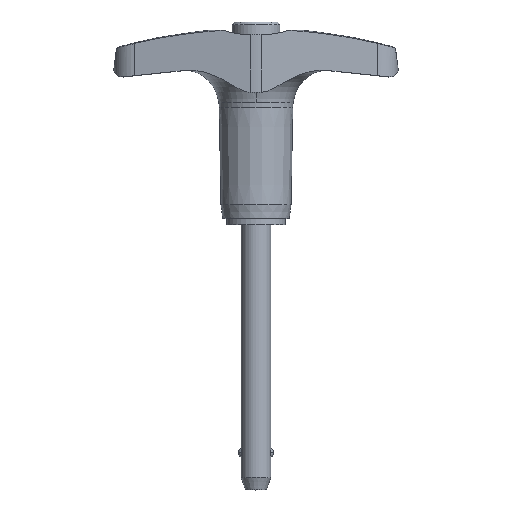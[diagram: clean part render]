
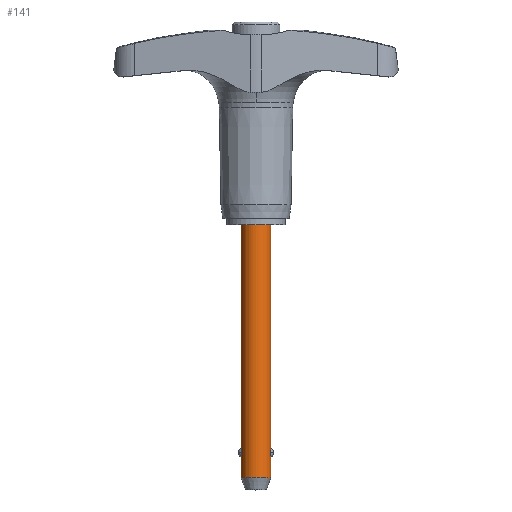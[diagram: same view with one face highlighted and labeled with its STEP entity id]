
A CAD part, top view. The second image highlights one B-rep face of the part: STEP entity #141.
In plain terms, the highlighted cylindrical face has radius 2.381 mm (diameter 4.763 mm), a partial arc.
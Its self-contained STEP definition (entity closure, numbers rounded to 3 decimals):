
#141=ADVANCED_FACE('',(#330),#331,.T.);
#330=FACE_OUTER_BOUND('',#569,.T.);
#331=CYLINDRICAL_SURFACE('',#570,2.381);
#569=EDGE_LOOP('',(#949,#950,#951,#952,#953,#954,#955,#956,#957,#958));
#570=AXIS2_PLACEMENT_3D('',#959,#960,#961);
#949=ORIENTED_EDGE('',*,*,#1536,.T.);
#950=ORIENTED_EDGE('',*,*,#1582,.T.);
#951=ORIENTED_EDGE('',*,*,#1583,.T.);
#952=ORIENTED_EDGE('',*,*,#1543,.T.);
#953=ORIENTED_EDGE('',*,*,#1584,.F.);
#954=ORIENTED_EDGE('',*,*,#1541,.T.);
#955=ORIENTED_EDGE('',*,*,#1585,.T.);
#956=ORIENTED_EDGE('',*,*,#1586,.T.);
#957=ORIENTED_EDGE('',*,*,#1538,.T.);
#958=ORIENTED_EDGE('',*,*,#1587,.T.);
#959=CARTESIAN_POINT('',(0.0,-21.082,0.0));
#960=DIRECTION('',(-0.0,1.0,0.0));
#961=DIRECTION('',(1.0,0.0,0.0));
#1536=EDGE_CURVE('',#1878,#1879,#1880,.T.);
#1538=EDGE_CURVE('',#1883,#1881,#1884,.T.);
#1541=EDGE_CURVE('',#1889,#1887,#1890,.T.);
#1543=EDGE_CURVE('',#1893,#1891,#1894,.T.);
#1582=EDGE_CURVE('',#1879,#1955,#1956,.T.);
#1583=EDGE_CURVE('',#1955,#1893,#1957,.T.);
#1584=EDGE_CURVE('',#1889,#1891,#1958,.T.);
#1585=EDGE_CURVE('',#1887,#1959,#1960,.T.);
#1586=EDGE_CURVE('',#1959,#1883,#1961,.T.);
#1587=EDGE_CURVE('',#1881,#1878,#1962,.T.);
#1878=VERTEX_POINT('',#2710);
#1879=VERTEX_POINT('',#2711);
#1880=LINE('',#2712,#2713);
#1881=VERTEX_POINT('',#2714);
#1883=VERTEX_POINT('',#2716);
#1884=LINE('',#2717,#2718);
#1887=VERTEX_POINT('',#2734);
#1889=VERTEX_POINT('',#2749);
#1890=LINE('',#2750,#2751);
#1891=VERTEX_POINT('',#2752);
#1893=VERTEX_POINT('',#2754);
#1894=LINE('',#2755,#2756);
#1955=VERTEX_POINT('',#2984);
#1956=B_SPLINE_CURVE_WITH_KNOTS('',3,(#2985,#2986,#2987,#2988,#2989,#2990,#2991,#2992,#2993,#2994,#2995,#2996,#2997,#2998),.UNSPECIFIED.,.F.,.F.,(4,2,2,2,2,2,4),(1.09,1.281,1.473,1.586,1.7,1.939,2.179),.UNSPECIFIED.);
#1957=B_SPLINE_CURVE_WITH_KNOTS('',3,(#2999,#3000,#3001,#3002,#3003,#3004,#3005,#3006,#3007,#3008,#3009,#3010,#3011,#3012),.UNSPECIFIED.,.F.,.F.,(4,2,2,2,2,2,4),(2.179,2.419,2.658,2.772,2.885,3.077,3.269),.UNSPECIFIED.);
#1958=CIRCLE('',#3013,2.381);
#1959=VERTEX_POINT('',#3014);
#1960=B_SPLINE_CURVE_WITH_KNOTS('',3,(#3015,#3016,#3017,#3018,#3019,#3020,#3021,#3022,#3023,#3024,#3025,#3026,#3027,#3028),.UNSPECIFIED.,.F.,.F.,(4,2,2,2,2,2,4),(3.269,3.46,3.652,3.765,3.879,4.119,4.358),.UNSPECIFIED.);
#1961=B_SPLINE_CURVE_WITH_KNOTS('',3,(#3029,#3030,#3031,#3032,#3033,#3034,#3035,#3036,#3037,#3038,#3039,#3040,#3041,#3042),.UNSPECIFIED.,.F.,.F.,(4,2,2,2,2,2,4),(0.0,0.24,0.479,0.593,0.706,0.898,1.09),.UNSPECIFIED.);
#1962=CIRCLE('',#3043,2.381);
#2710=CARTESIAN_POINT('',(2.381,-40.183,0.0));
#2711=CARTESIAN_POINT('',(2.381,-36.953,0.));
#2712=CARTESIAN_POINT('',(2.381,-21.082,0.));
#2713=VECTOR('',#3959,1.0);
#2714=CARTESIAN_POINT('',(-2.381,-40.183,0.));
#2716=CARTESIAN_POINT('',(-2.381,-36.953,0.));
#2717=CARTESIAN_POINT('',(-2.381,-21.082,0.));
#2718=VECTOR('',#3963,1.0);
#2734=CARTESIAN_POINT('',(-2.381,-35.56,0.));
#2749=CARTESIAN_POINT('',(-2.381,0.0,0.));
#2750=CARTESIAN_POINT('',(-2.381,-21.082,0.));
#2751=VECTOR('',#3964,1.0);
#2752=CARTESIAN_POINT('',(2.381,0.0,0.0));
#2754=CARTESIAN_POINT('',(2.381,-35.56,0.));
#2755=CARTESIAN_POINT('',(2.381,-21.082,0.));
#2756=VECTOR('',#3968,1.0);
#2984=CARTESIAN_POINT('',(2.26,-36.256,0.75));
#2985=CARTESIAN_POINT('',(2.381,-36.953,0.));
#2986=CARTESIAN_POINT('',(2.381,-36.953,0.064));
#2987=CARTESIAN_POINT('',(2.378,-36.945,0.133));
#2988=CARTESIAN_POINT('',(2.367,-36.912,0.267));
#2989=CARTESIAN_POINT('',(2.359,-36.886,0.332));
#2990=CARTESIAN_POINT('',(2.344,-36.837,0.42));
#2991=CARTESIAN_POINT('',(2.338,-36.815,0.454));
#2992=CARTESIAN_POINT('',(2.324,-36.765,0.518));
#2993=CARTESIAN_POINT('',(2.317,-36.737,0.548));
#2994=CARTESIAN_POINT('',(2.298,-36.651,0.627));
#2995=CARTESIAN_POINT('',(2.284,-36.579,0.673));
#2996=CARTESIAN_POINT('',(2.265,-36.421,0.735));
#2997=CARTESIAN_POINT('',(2.26,-36.336,0.75));
#2998=CARTESIAN_POINT('',(2.26,-36.256,0.75));
#2999=CARTESIAN_POINT('',(2.26,-36.256,0.75));
#3000=CARTESIAN_POINT('',(2.26,-36.177,0.75));
#3001=CARTESIAN_POINT('',(2.265,-36.092,0.735));
#3002=CARTESIAN_POINT('',(2.284,-35.934,0.673));
#3003=CARTESIAN_POINT('',(2.298,-35.862,0.627));
#3004=CARTESIAN_POINT('',(2.317,-35.776,0.548));
#3005=CARTESIAN_POINT('',(2.324,-35.748,0.518));
#3006=CARTESIAN_POINT('',(2.338,-35.698,0.454));
#3007=CARTESIAN_POINT('',(2.344,-35.676,0.42));
#3008=CARTESIAN_POINT('',(2.359,-35.627,0.332));
#3009=CARTESIAN_POINT('',(2.367,-35.601,0.267));
#3010=CARTESIAN_POINT('',(2.378,-35.568,0.133));
#3011=CARTESIAN_POINT('',(2.381,-35.56,0.064));
#3012=CARTESIAN_POINT('',(2.381,-35.56,0.));
#3013=AXIS2_PLACEMENT_3D('',#4006,#4007,#4008);
#3014=CARTESIAN_POINT('',(-2.26,-36.256,0.75));
#3015=CARTESIAN_POINT('',(-2.381,-35.56,0.));
#3016=CARTESIAN_POINT('',(-2.381,-35.56,0.064));
#3017=CARTESIAN_POINT('',(-2.378,-35.568,0.133));
#3018=CARTESIAN_POINT('',(-2.367,-35.601,0.267));
#3019=CARTESIAN_POINT('',(-2.359,-35.627,0.332));
#3020=CARTESIAN_POINT('',(-2.344,-35.676,0.42));
#3021=CARTESIAN_POINT('',(-2.338,-35.698,0.454));
#3022=CARTESIAN_POINT('',(-2.324,-35.748,0.518));
#3023=CARTESIAN_POINT('',(-2.317,-35.776,0.548));
#3024=CARTESIAN_POINT('',(-2.298,-35.862,0.627));
#3025=CARTESIAN_POINT('',(-2.284,-35.934,0.673));
#3026=CARTESIAN_POINT('',(-2.265,-36.092,0.735));
#3027=CARTESIAN_POINT('',(-2.26,-36.177,0.75));
#3028=CARTESIAN_POINT('',(-2.26,-36.256,0.75));
#3029=CARTESIAN_POINT('',(-2.26,-36.256,0.75));
#3030=CARTESIAN_POINT('',(-2.26,-36.336,0.75));
#3031=CARTESIAN_POINT('',(-2.265,-36.421,0.735));
#3032=CARTESIAN_POINT('',(-2.284,-36.579,0.673));
#3033=CARTESIAN_POINT('',(-2.298,-36.651,0.627));
#3034=CARTESIAN_POINT('',(-2.317,-36.737,0.548));
#3035=CARTESIAN_POINT('',(-2.324,-36.765,0.518));
#3036=CARTESIAN_POINT('',(-2.338,-36.815,0.454));
#3037=CARTESIAN_POINT('',(-2.344,-36.837,0.42));
#3038=CARTESIAN_POINT('',(-2.359,-36.886,0.332));
#3039=CARTESIAN_POINT('',(-2.367,-36.912,0.267));
#3040=CARTESIAN_POINT('',(-2.378,-36.945,0.133));
#3041=CARTESIAN_POINT('',(-2.381,-36.953,0.064));
#3042=CARTESIAN_POINT('',(-2.381,-36.953,0.));
#3043=AXIS2_PLACEMENT_3D('',#4009,#4010,#4011);
#3959=DIRECTION('',(0.0,1.0,0.0));
#3963=DIRECTION('',(-0.0,-1.0,-0.0));
#3964=DIRECTION('',(-0.0,-1.0,-0.0));
#3968=DIRECTION('',(0.0,1.0,0.0));
#4006=CARTESIAN_POINT('',(0.0,0.0,0.0));
#4007=DIRECTION('',(-0.0,1.0,0.0));
#4008=DIRECTION('',(1.0,0.0,0.0));
#4009=CARTESIAN_POINT('',(0.0,-40.183,0.0));
#4010=DIRECTION('',(0.,1.0,0.0));
#4011=DIRECTION('',(1.0,0.,0.0));
